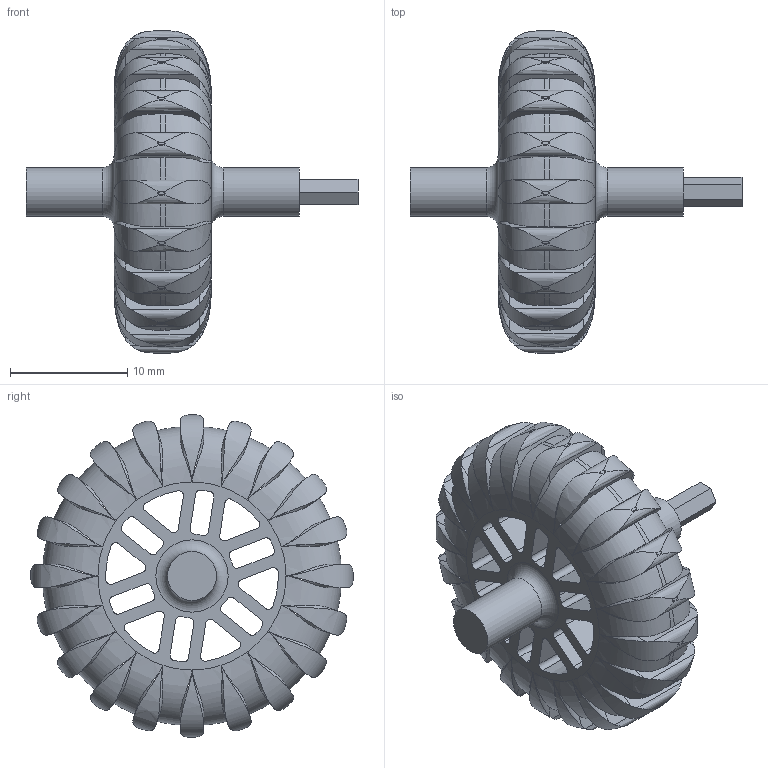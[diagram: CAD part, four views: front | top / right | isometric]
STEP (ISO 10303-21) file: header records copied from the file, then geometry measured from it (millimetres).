
FILE_DESCRIPTION(/* description */ (''),/* implementation_level */ '2;1');
FILE_NAME(/* name */ 'pWheel-1.stp',/* time_stamp */ '2020-06-09T23:04:25+02:00',/* author */ ('niels'),/* organization */ (''),/* preprocessor_version */ 'ST-DEVELOPER v18.1',/* originating_system */ 'Autodesk Inventor 2020',/* authorisation */ '');
FILE_SCHEMA (('AUTOMOTIVE_DESIGN { 1 0 10303 214 3 1 1 }'));
Length unit declared in the file: millimetre
Products named in the file (1): pWheel-1
Bounding box: 28.29 x 27.48 x 27.48 mm (x, y, z)
Volume: 3661 mm3; surface area: 2860.3 mm2
Topology: 1 solids, 1 shells, 399 faces, 1064 edges, 670 vertices
Faces by surface type: cylinder 182, bspline 120, plane 95, torus 2
Full cylindrical faces by diameter (mm): 4.16 x2
Entity records: 20946 total; most frequent: CARTESIAN_POINT 12067, ORIENTED_EDGE 2128, DIRECTION 1435, EDGE_CURVE 1064, VERTEX_POINT 670, AXIS2_PLACEMENT_3D 532, B_SPLINE_CURVE_WITH_KNOTS 441, EDGE_LOOP 426
